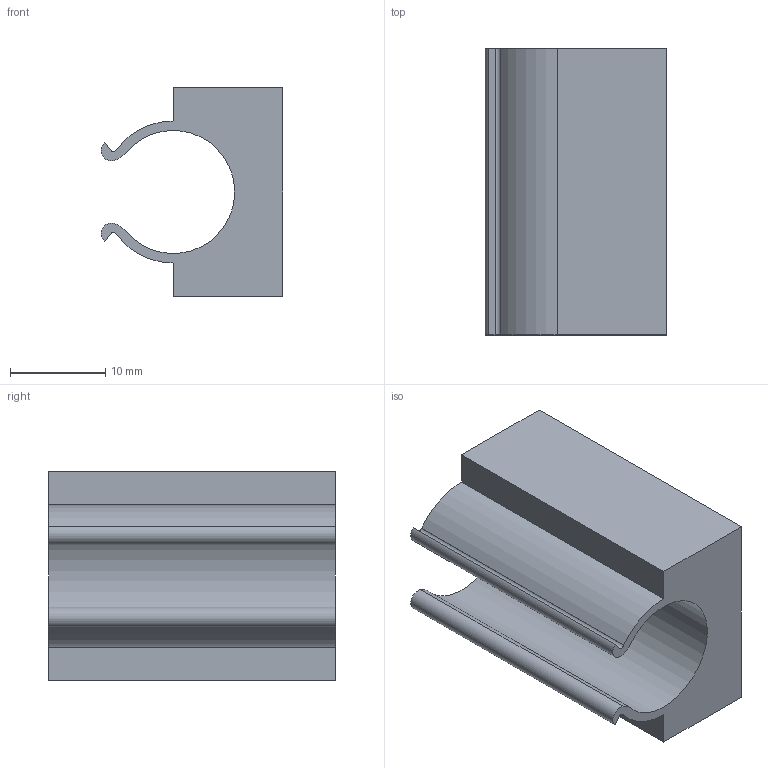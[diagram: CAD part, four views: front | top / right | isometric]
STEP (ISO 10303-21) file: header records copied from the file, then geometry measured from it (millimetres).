
FILE_DESCRIPTION(/* description */ (''),/* implementation_level */ '2;1');
FILE_NAME(/* name */ '',/* time_stamp */ '2025-12-26T21:02:57+03:00',/* author */ ('katya_notebook'),/* organization */ (''),/* preprocessor_version */ 'ST-DEVELOPER v20',/* originating_system */ 'Autodesk Inventor 2024',/* authorisation */ '');
FILE_SCHEMA (('AUTOMOTIVE_DESIGN { 1 0 10303 214 3 1 1 }'));
Length unit declared in the file: millimetre
Products named in the file (1): крепление маркера 
13мм
Bounding box: 19.06 x 30 x 21.9 mm (x, y, z)
Volume: 5807.6 mm3; surface area: 3822.3 mm2
Topology: 1 solids, 1 shells, 24 faces, 80 edges, 82 vertices
Faces by surface type: plane 13, cylinder 11
Full cylindrical faces by diameter (mm): 10 x2
Entity records: 914 total; most frequent: CARTESIAN_POINT 176, DIRECTION 150, ORIENTED_EDGE 120, EDGE_CURVE 60, AXIS2_PLACEMENT_3D 56, VERTEX_POINT 40, LINE 38, VECTOR 38
